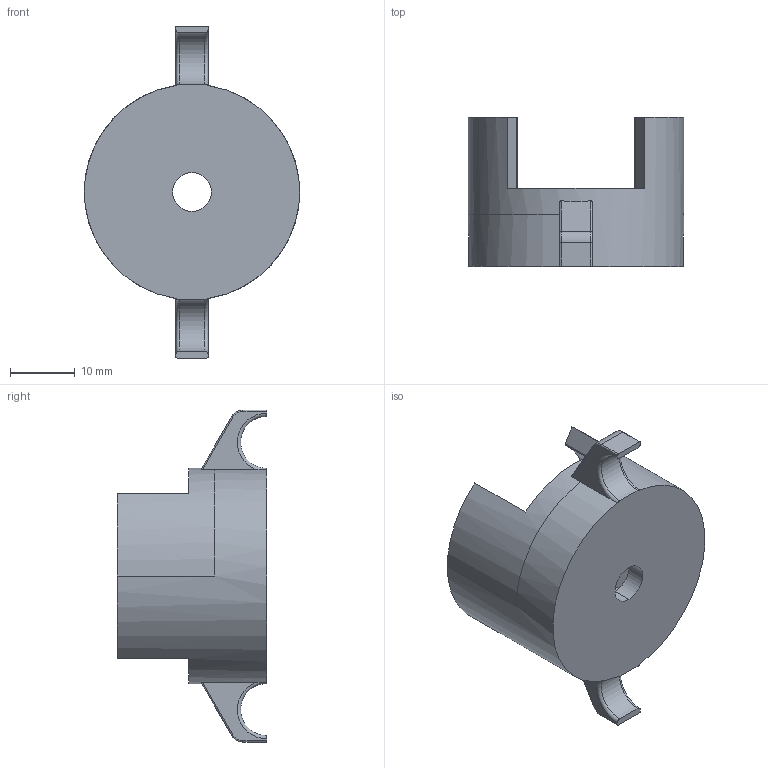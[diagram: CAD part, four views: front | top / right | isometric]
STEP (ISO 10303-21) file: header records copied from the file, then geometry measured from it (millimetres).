
FILE_DESCRIPTION((''),'2;1');
FILE_NAME('VALVE_TABLE','2024-07-30T13:11:20',('weiss'),(''),'CREO PARAMETRIC BY PTC INC, 2022014','CREO PARAMETRIC BY PTC INC, 2022014','');
FILE_SCHEMA(('CONFIG_CONTROL_DESIGN'));
Length unit declared in the file: millimetre
Products named in the file (1): VALVE_TABLE
Bounding box: 33.2 x 23 x 51.2 mm (x, y, z)
Volume: 9679.8 mm3; surface area: 5113.5 mm2
Topology: 1 solids, 1 shells, 65 faces, 174 edges, 112 vertices
Faces by surface type: cylinder 28, plane 27, torus 10
Entity records: 2147 total; most frequent: CARTESIAN_POINT 468, ORIENTED_EDGE 348, DIRECTION 344, EDGE_CURVE 174, AXIS2_PLACEMENT_3D 129, VERTEX_POINT 112, VECTOR 86, LINE 86
